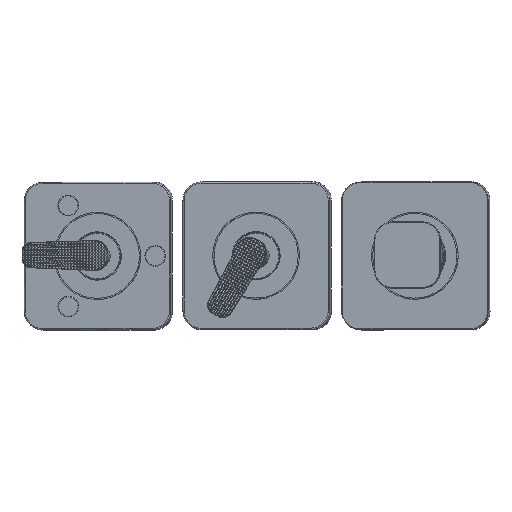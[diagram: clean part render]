
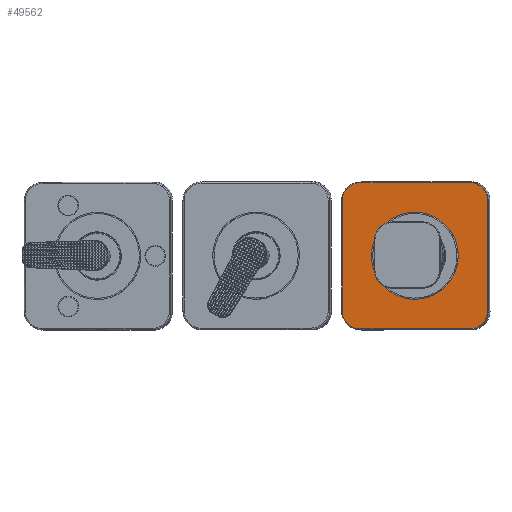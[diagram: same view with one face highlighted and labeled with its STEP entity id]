
A CAD part, top view. The second image highlights one B-rep face of the part: STEP entity #49562.
In plain terms, the highlighted face is planar.
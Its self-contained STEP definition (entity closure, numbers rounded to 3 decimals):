
#49431=CARTESIAN_POINT('Axis2P3D Location',(0.,0.,12.)) ;
#49436=CARTESIAN_POINT('Line Origine',(-59.513,0.,12.)) ;
#49440=CARTESIAN_POINT('Vertex',(-59.513,45.,12.)) ;
#49442=CARTESIAN_POINT('Vertex',(-59.513,-45.,12.)) ;
#49445=CARTESIAN_POINT('Axis2P3D Location',(-45.,-45.,12.)) ;
#49449=CARTESIAN_POINT('Vertex',(-45.,-59.513,12.)) ;
#49452=CARTESIAN_POINT('Line Origine',(0.,-59.513,12.)) ;
#49456=CARTESIAN_POINT('Vertex',(45.,-59.513,12.)) ;
#49459=CARTESIAN_POINT('Axis2P3D Location',(45.,-45.,12.)) ;
#49463=CARTESIAN_POINT('Vertex',(59.513,-45.,12.)) ;
#49466=CARTESIAN_POINT('Line Origine',(59.513,0.,12.)) ;
#49470=CARTESIAN_POINT('Vertex',(59.513,45.,12.)) ;
#49473=CARTESIAN_POINT('Axis2P3D Location',(45.,45.,12.)) ;
#49477=CARTESIAN_POINT('Vertex',(45.,59.513,12.)) ;
#49480=CARTESIAN_POINT('Line Origine',(0.,59.513,12.)) ;
#49484=CARTESIAN_POINT('Vertex',(-45.,59.513,12.)) ;
#49487=CARTESIAN_POINT('Axis2P3D Location',(-45.,45.,12.)) ;
#49503=CARTESIAN_POINT('Control Point',(17.02,-31.154,12.)) ;
#49504=CARTESIAN_POINT('Control Point',(20.099,-29.472,12.)) ;
#49505=CARTESIAN_POINT('Control Point',(22.97,-27.41,12.)) ;
#49506=CARTESIAN_POINT('Control Point',(25.571,-25.001,12.)) ;
#49507=CARTESIAN_POINT('Control Point',(30.124,-19.59,12.)) ;
#49508=CARTESIAN_POINT('Control Point',(33.223,-13.235,12.)) ;
#49509=CARTESIAN_POINT('Control Point',(34.37,-9.88,12.)) ;
#49510=CARTESIAN_POINT('Control Point',(35.812,-2.957,12.)) ;
#49511=CARTESIAN_POINT('Control Point',(35.525,4.109,12.)) ;
#49512=CARTESIAN_POINT('Control Point',(34.944,7.606,12.)) ;
#49513=CARTESIAN_POINT('Control Point',(32.929,14.385,12.)) ;
#49514=CARTESIAN_POINT('Control Point',(29.325,20.469,12.)) ;
#49515=CARTESIAN_POINT('Control Point',(27.154,23.272,12.)) ;
#49516=CARTESIAN_POINT('Control Point',(22.164,28.284,12.)) ;
#49517=CARTESIAN_POINT('Control Point',(16.106,31.93,12.)) ;
#49518=CARTESIAN_POINT('Control Point',(12.865,33.368,12.)) ;
#49519=CARTESIAN_POINT('Control Point',(6.095,35.413,12.)) ;
#49520=CARTESIAN_POINT('Control Point',(-0.968,35.749,12.)) ;
#49521=CARTESIAN_POINT('Control Point',(-4.503,35.477,12.)) ;
#49522=CARTESIAN_POINT('Control Point',(-9.203,34.52,12.)) ;
#49523=CARTESIAN_POINT('Control Point',(-13.649,32.807,12.)) ;
#49524=CARTESIAN_POINT('Control Point',(-14.797,32.305,12.)) ;
#49525=CARTESIAN_POINT('Control Point',(-15.922,31.754,12.)) ;
#49526=CARTESIAN_POINT('Control Point',(-17.02,31.154,12.)) ;
#49527=CARTESIAN_POINT('Vertex',(17.02,-31.154,12.)) ;
#49529=CARTESIAN_POINT('Vertex',(-17.02,31.154,12.)) ;
#49533=CARTESIAN_POINT('Control Point',(-17.02,31.154,12.)) ;
#49534=CARTESIAN_POINT('Control Point',(-20.099,29.472,12.)) ;
#49535=CARTESIAN_POINT('Control Point',(-22.97,27.41,12.)) ;
#49536=CARTESIAN_POINT('Control Point',(-25.571,25.001,12.)) ;
#49537=CARTESIAN_POINT('Control Point',(-30.124,19.59,12.)) ;
#49538=CARTESIAN_POINT('Control Point',(-33.223,13.235,12.)) ;
#49539=CARTESIAN_POINT('Control Point',(-34.37,9.88,12.)) ;
#49540=CARTESIAN_POINT('Control Point',(-35.812,2.957,12.)) ;
#49541=CARTESIAN_POINT('Control Point',(-35.525,-4.109,12.)) ;
#49542=CARTESIAN_POINT('Control Point',(-34.944,-7.606,12.)) ;
#49543=CARTESIAN_POINT('Control Point',(-32.929,-14.385,12.)) ;
#49544=CARTESIAN_POINT('Control Point',(-29.325,-20.469,12.)) ;
#49545=CARTESIAN_POINT('Control Point',(-27.154,-23.272,12.)) ;
#49546=CARTESIAN_POINT('Control Point',(-22.164,-28.284,12.)) ;
#49547=CARTESIAN_POINT('Control Point',(-16.106,-31.93,12.)) ;
#49548=CARTESIAN_POINT('Control Point',(-12.865,-33.368,12.)) ;
#49549=CARTESIAN_POINT('Control Point',(-6.095,-35.413,12.)) ;
#49550=CARTESIAN_POINT('Control Point',(0.968,-35.749,12.)) ;
#49551=CARTESIAN_POINT('Control Point',(4.503,-35.477,12.)) ;
#49552=CARTESIAN_POINT('Control Point',(9.203,-34.52,12.)) ;
#49553=CARTESIAN_POINT('Control Point',(13.649,-32.807,12.)) ;
#49554=CARTESIAN_POINT('Control Point',(14.797,-32.305,12.)) ;
#49555=CARTESIAN_POINT('Control Point',(15.922,-31.754,12.)) ;
#49556=CARTESIAN_POINT('Control Point',(17.02,-31.154,12.)) ;
#49438=VECTOR('Line Direction',#49437,1.) ;
#49454=VECTOR('Line Direction',#49453,1.) ;
#49468=VECTOR('Line Direction',#49467,1.) ;
#49482=VECTOR('Line Direction',#49481,1.) ;
#49432=DIRECTION('Axis2P3D Direction',(0.,0.,1.)) ;
#49433=DIRECTION('Axis2P3D XDirection',(1.,0.,0.)) ;
#49437=DIRECTION('Vector Direction',(0.,-1.,0.)) ;
#49446=DIRECTION('Axis2P3D Direction',(0.,0.,1.)) ;
#49453=DIRECTION('Vector Direction',(-1.,0.,0.)) ;
#49460=DIRECTION('Axis2P3D Direction',(0.,0.,1.)) ;
#49467=DIRECTION('Vector Direction',(0.,1.,0.)) ;
#49474=DIRECTION('Axis2P3D Direction',(0.,0.,1.)) ;
#49481=DIRECTION('Vector Direction',(1.,0.,0.)) ;
#49488=DIRECTION('Axis2P3D Direction',(0.,0.,1.)) ;
#49434=AXIS2_PLACEMENT_3D('Plane Axis2P3D',#49431,#49432,#49433) ;
#49447=AXIS2_PLACEMENT_3D('Circle Axis2P3D',#49445,#49446,$) ;
#49461=AXIS2_PLACEMENT_3D('Circle Axis2P3D',#49459,#49460,$) ;
#49475=AXIS2_PLACEMENT_3D('Circle Axis2P3D',#49473,#49474,$) ;
#49489=AXIS2_PLACEMENT_3D('Circle Axis2P3D',#49487,#49488,$) ;
#49439=LINE('Line',#49436,#49438) ;
#49455=LINE('Line',#49452,#49454) ;
#49469=LINE('Line',#49466,#49468) ;
#49483=LINE('Line',#49480,#49482) ;
#49448=CIRCLE('generated circle',#49447,14.513) ;
#49462=CIRCLE('generated circle',#49461,14.513) ;
#49476=CIRCLE('generated circle',#49475,14.513) ;
#49490=CIRCLE('generated circle',#49489,14.513) ;
#49435=PLANE('',#49434) ;
#49561=FACE_BOUND('',#49558,.T.) ;
#49444=EDGE_CURVE('',#49441,#49443,#49439,.T.) ;
#49451=EDGE_CURVE('',#49443,#49450,#49448,.T.) ;
#49458=EDGE_CURVE('',#49450,#49457,#49455,.F.) ;
#49465=EDGE_CURVE('',#49457,#49464,#49462,.T.) ;
#49472=EDGE_CURVE('',#49464,#49471,#49469,.T.) ;
#49479=EDGE_CURVE('',#49471,#49478,#49476,.T.) ;
#49486=EDGE_CURVE('',#49478,#49485,#49483,.F.) ;
#49491=EDGE_CURVE('',#49485,#49441,#49490,.T.) ;
#49531=EDGE_CURVE('',#49528,#49530,#49502,.T.) ;
#49557=EDGE_CURVE('',#49530,#49528,#49532,.T.) ;
#49493=ORIENTED_EDGE('',*,*,#49444,.T.) ;
#49494=ORIENTED_EDGE('',*,*,#49451,.T.) ;
#49495=ORIENTED_EDGE('',*,*,#49458,.T.) ;
#49496=ORIENTED_EDGE('',*,*,#49465,.T.) ;
#49497=ORIENTED_EDGE('',*,*,#49472,.T.) ;
#49498=ORIENTED_EDGE('',*,*,#49479,.T.) ;
#49499=ORIENTED_EDGE('',*,*,#49486,.T.) ;
#49500=ORIENTED_EDGE('',*,*,#49491,.T.) ;
#49559=ORIENTED_EDGE('',*,*,#49531,.F.) ;
#49560=ORIENTED_EDGE('',*,*,#49557,.F.) ;
#49492=EDGE_LOOP('',(#49493,#49494,#49495,#49496,#49497,#49498,#49499,#49500)) ;
#49558=EDGE_LOOP('',(#49559,#49560)) ;
#49441=VERTEX_POINT('',#49440) ;
#49443=VERTEX_POINT('',#49442) ;
#49450=VERTEX_POINT('',#49449) ;
#49457=VERTEX_POINT('',#49456) ;
#49464=VERTEX_POINT('',#49463) ;
#49471=VERTEX_POINT('',#49470) ;
#49478=VERTEX_POINT('',#49477) ;
#49485=VERTEX_POINT('',#49484) ;
#49528=VERTEX_POINT('',#49527) ;
#49530=VERTEX_POINT('',#49529) ;
#49562=ADVANCED_FACE('Low',(#49501,#49561),#49435,.T.) ;
#49502=B_SPLINE_CURVE_WITH_KNOTS('',5,(#49503,#49504,#49505,#49506,#49507,#49508,#49509,#49510,#49511,#49512,#49513,#49514,#49515,#49516,#49517,#49518,#49519,#49520,#49521,#49522,#49523,#49524,#49525,#49526),.UNSPECIFIED.,.F.,.U.,(6,3,3,3,3,3,3,6),(0.,24.809,49.622,74.435,99.248,124.061,148.874,157.721),.UNSPECIFIED.) ;
#49532=B_SPLINE_CURVE_WITH_KNOTS('',5,(#49533,#49534,#49535,#49536,#49537,#49538,#49539,#49540,#49541,#49542,#49543,#49544,#49545,#49546,#49547,#49548,#49549,#49550,#49551,#49552,#49553,#49554,#49555,#49556),.UNSPECIFIED.,.F.,.U.,(6,3,3,3,3,3,3,6),(0.,24.809,49.622,74.435,99.248,124.061,148.874,157.721),.UNSPECIFIED.) ;
#49501=FACE_OUTER_BOUND('',#49492,.T.) ;
